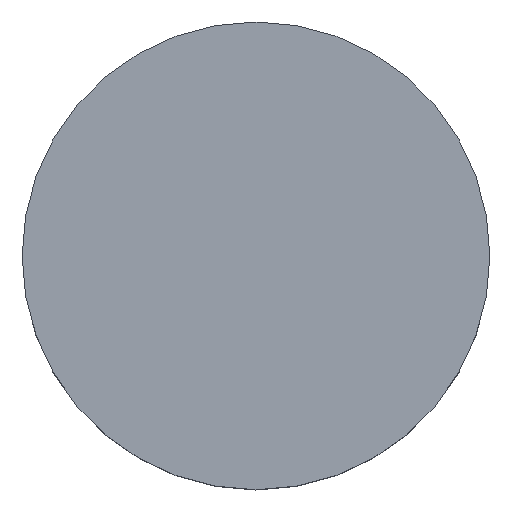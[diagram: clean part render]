
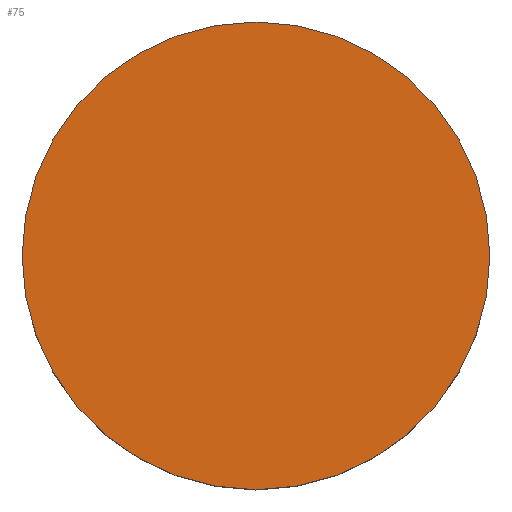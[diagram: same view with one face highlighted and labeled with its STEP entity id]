
A CAD part, top view. The second image highlights one B-rep face of the part: STEP entity #75.
In plain terms, the highlighted planar face has unit normal (0, 0, 1).
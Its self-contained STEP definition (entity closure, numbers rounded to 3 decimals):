
#10 = DIRECTION ( 'NONE',  ( 1., 0., 0. ) ) ;
#20 = VERTEX_POINT ( 'NONE', #235 ) ;
#21 = DIRECTION ( 'NONE',  ( 1., 0., 0. ) ) ;
#29 = EDGE_CURVE ( 'NONE', #85, #20, #54, .T. ) ;
#34 = AXIS2_PLACEMENT_3D ( 'NONE', #156, #158, #103 ) ;
#46 = AXIS2_PLACEMENT_3D ( 'NONE', #178, #187, #10 ) ;
#53 = EDGE_CURVE ( 'NONE', #20, #85, #234, .T. ) ;
#54 = CIRCLE ( 'NONE', #34, 6.35 ) ;
#75 = ADVANCED_FACE ( 'NONE', ( #195 ), #223, .T. ) ;
#80 = CARTESIAN_POINT ( 'NONE',  ( 0., 13.158, 1.9 ) ) ;
#82 = DIRECTION ( 'NONE',  ( 0., 0., 1. ) ) ;
#85 = VERTEX_POINT ( 'NONE', #204 ) ;
#102 = EDGE_LOOP ( 'NONE', ( #141, #207 ) ) ;
#103 = DIRECTION ( 'NONE',  ( 1., 0., 0. ) ) ;
#141 = ORIENTED_EDGE ( 'NONE', *, *, #29, .F. ) ;
#156 = CARTESIAN_POINT ( 'NONE',  ( 0., 0., 1.9 ) ) ;
#158 = DIRECTION ( 'NONE',  ( 0., 0., -1. ) ) ;
#178 = CARTESIAN_POINT ( 'NONE',  ( 0., 0., 1.9 ) ) ;
#187 = DIRECTION ( 'NONE',  ( 0., 0., -1. ) ) ;
#195 = FACE_OUTER_BOUND ( 'NONE', #102, .T. ) ;
#204 = CARTESIAN_POINT ( 'NONE',  ( 6.35, 0., 1.9 ) ) ;
#207 = ORIENTED_EDGE ( 'NONE', *, *, #53, .F. ) ;
#223 = PLANE ( 'NONE',  #226 ) ;
#226 = AXIS2_PLACEMENT_3D ( 'NONE', #80, #82, #21 ) ;
#234 = CIRCLE ( 'NONE', #46, 6.35 ) ;
#235 = CARTESIAN_POINT ( 'NONE',  ( -6.35, 0., 1.9 ) ) ;
